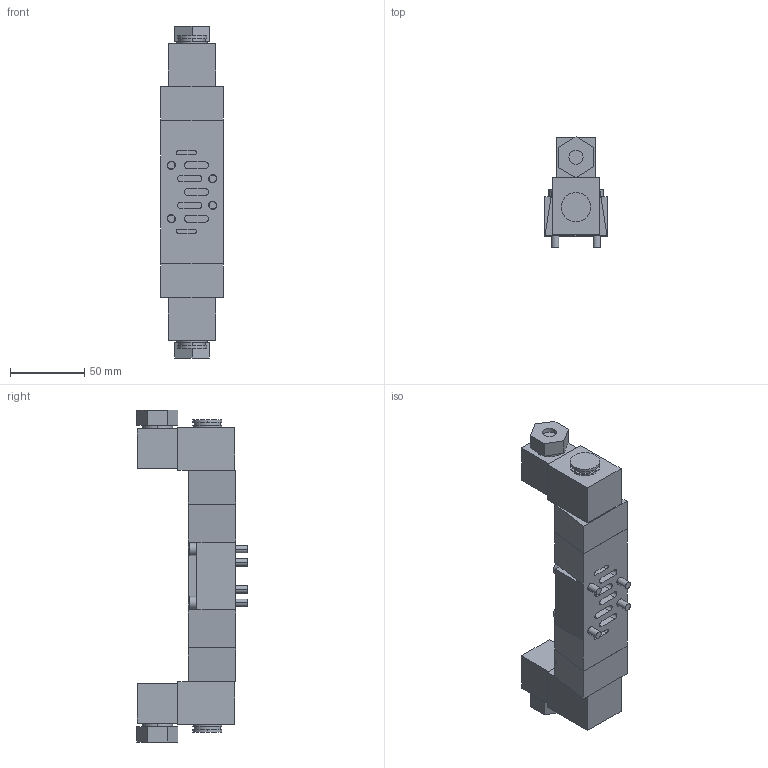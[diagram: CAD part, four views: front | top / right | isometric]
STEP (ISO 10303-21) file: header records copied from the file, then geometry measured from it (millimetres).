
FILE_DESCRIPTION((''),'2;1');
FILE_NAME('ILCP7102101','2006-11-28T',('KR'),(''),'PRO/ENGINEER BY PARAMETRIC TECHNOLOGY CORPORATION, 2005180','PRO/ENGINEER BY PARAMETRIC TECHNOLOGY CORPORATION, 2005180','');
FILE_SCHEMA(('AUTOMOTIVE_DESIGN_CC2 { 1 2 10303 214 -1 1 5 2 }'));
Length unit declared in the file: inch
Products named in the file (1): ILCP7102101
Bounding box: 41.91 x 74.65 x 224.03 mm (x, y, z)
Volume: 290802.4 mm3; surface area: 52531.2 mm2
Topology: 3 solids, 3 shells, 247 faces, 570 edges, 372 vertices
Faces by surface type: plane 167, cylinder 80
Entity records: 7097 total; most frequent: DIRECTION 1232, CARTESIAN_POINT 1189, ORIENTED_EDGE 1140, EDGE_CURVE 570, AXIS2_PLACEMENT_3D 415, VECTOR 402, LINE 402, VERTEX_POINT 372
